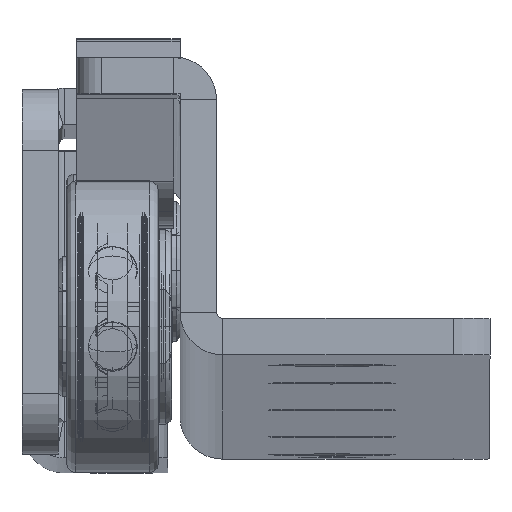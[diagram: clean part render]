
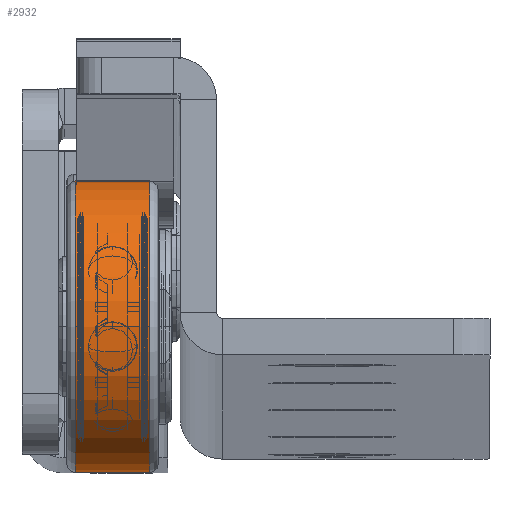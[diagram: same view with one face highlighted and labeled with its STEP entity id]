
A CAD part, top view. The second image highlights one B-rep face of the part: STEP entity #2932.
In plain terms, the highlighted cylindrical face has radius 12 mm (diameter 24 mm), a partial arc.
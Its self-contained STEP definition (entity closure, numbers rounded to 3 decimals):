
#323 = ORIENTED_EDGE ( 'NONE', *, *, #8639, .F. ) ;
#542 = CIRCLE ( 'NONE', #11850, 12. ) ;
#646 = CARTESIAN_POINT ( 'NONE',  ( -3.75, -12., 0. ) ) ;
#808 = CARTESIAN_POINT ( 'NONE',  ( -3.75, 0., 0. ) ) ;
#1998 = CYLINDRICAL_SURFACE ( 'NONE', #10016, 12. ) ;
#2005 = CARTESIAN_POINT ( 'NONE',  ( 3.05, -12., 0. ) ) ;
#2464 = EDGE_LOOP ( 'NONE', ( #323, #14781, #12896, #9368 ) ) ;
#2637 = VECTOR ( 'NONE', #7879, 1000. ) ;
#2932 = ADVANCED_FACE ( 'NONE', ( #10226 ), #1998, .T. ) ;
#3551 = VERTEX_POINT ( 'NONE', #10442 ) ;
#4153 = EDGE_CURVE ( 'NONE', #4751, #12244, #10229, .T. ) ;
#4751 = VERTEX_POINT ( 'NONE', #2005 ) ;
#4825 = CARTESIAN_POINT ( 'NONE',  ( -3.05, 12., 0. ) ) ;
#5278 = CIRCLE ( 'NONE', #7279, 12. ) ;
#5302 = VERTEX_POINT ( 'NONE', #4825 ) ;
#5832 = CARTESIAN_POINT ( 'NONE',  ( -3.05, -12., 0. ) ) ;
#7279 = AXIS2_PLACEMENT_3D ( 'NONE', #9137, #13939, #11667 ) ;
#7725 = DIRECTION ( 'NONE',  ( -1., 0., 0. ) ) ;
#7879 = DIRECTION ( 'NONE',  ( -1., 0., 0. ) ) ;
#7908 = DIRECTION ( 'NONE',  ( -1., 0., 0. ) ) ;
#8526 = VECTOR ( 'NONE', #13823, 1000. ) ;
#8639 = EDGE_CURVE ( 'NONE', #3551, #5302, #8783, .T. ) ;
#8783 = LINE ( 'NONE', #11308, #8526 ) ;
#9082 = EDGE_CURVE ( 'NONE', #12244, #5302, #5278, .T. ) ;
#9137 = CARTESIAN_POINT ( 'NONE',  ( -3.05, 0., 0. ) ) ;
#9368 = ORIENTED_EDGE ( 'NONE', *, *, #9082, .T. ) ;
#10016 = AXIS2_PLACEMENT_3D ( 'NONE', #808, #7725, #13859 ) ;
#10226 = FACE_OUTER_BOUND ( 'NONE', #2464, .T. ) ;
#10229 = LINE ( 'NONE', #646, #2637 ) ;
#10259 = DIRECTION ( 'NONE',  ( 0., -1., 0. ) ) ;
#10442 = CARTESIAN_POINT ( 'NONE',  ( 3.05, 12., 0. ) ) ;
#11308 = CARTESIAN_POINT ( 'NONE',  ( -3.75, 12., 0. ) ) ;
#11392 = EDGE_CURVE ( 'NONE', #3551, #4751, #542, .T. ) ;
#11667 = DIRECTION ( 'NONE',  ( 0., 1., 0. ) ) ;
#11850 = AXIS2_PLACEMENT_3D ( 'NONE', #12404, #7908, #10259 ) ;
#12244 = VERTEX_POINT ( 'NONE', #5832 ) ;
#12404 = CARTESIAN_POINT ( 'NONE',  ( 3.05, 0., 0. ) ) ;
#12896 = ORIENTED_EDGE ( 'NONE', *, *, #4153, .T. ) ;
#13823 = DIRECTION ( 'NONE',  ( -1., 0., 0. ) ) ;
#13859 = DIRECTION ( 'NONE',  ( 0., -1., 0. ) ) ;
#13939 = DIRECTION ( 'NONE',  ( 1., 0., 0. ) ) ;
#14781 = ORIENTED_EDGE ( 'NONE', *, *, #11392, .T. ) ;
